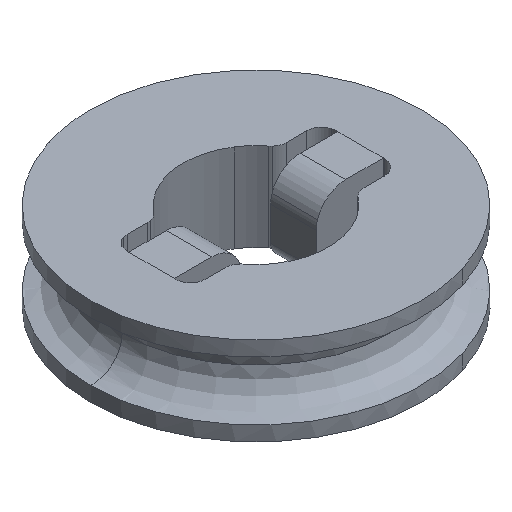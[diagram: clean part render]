
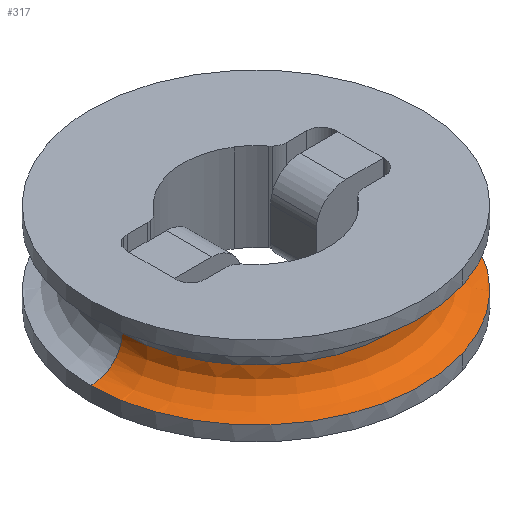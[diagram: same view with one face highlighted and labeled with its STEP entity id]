
A CAD part, isometric view. The second image highlights one B-rep face of the part: STEP entity #317.
In plain terms, the highlighted free-form (B-spline) face has degree [2, 2] with [5, 9] control points.
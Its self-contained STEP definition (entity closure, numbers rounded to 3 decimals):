
#189=CARTESIAN_POINT('',(9.1,0.,0.));
#190=VERTEX_POINT('',#189);
#191=CARTESIAN_POINT('',(-9.1,0.,0.));
#192=VERTEX_POINT('',#191);
#200=CARTESIAN_POINT('',(11.25,0.,-2.0));
#201=VERTEX_POINT('',#200);
#202=CARTESIAN_POINT('',(11.105,0.,0.));
#203=DIRECTION('',(0.,1.,0.));
#204=DIRECTION('',(0.072,0.,-0.997));
#205=AXIS2_PLACEMENT_3D('',#202,#203,#204);
#206=CIRCLE('',#205,2.005);
#207=EDGE_CURVE('',#201,#190,#206,.T.);
#218=CARTESIAN_POINT('',(-11.25,0.,-2.0));
#219=VERTEX_POINT('',#218);
#227=CARTESIAN_POINT('',(-11.105,0.,0.));
#228=DIRECTION('',(0.0,-1.0,0.0));
#229=DIRECTION('',(1.0,0.0,0.0));
#230=AXIS2_PLACEMENT_3D('',#227,#228,#229);
#231=CIRCLE('',#230,2.005);
#232=EDGE_CURVE('',#219,#192,#231,.T.);
#237=CARTESIAN_POINT('',(13.11,0.,0.));
#238=CARTESIAN_POINT('',(13.11,0.,-2.005));
#239=CARTESIAN_POINT('',(11.105,0.,-2.005));
#240=CARTESIAN_POINT('',(9.1,0.,-2.005));
#241=CARTESIAN_POINT('',(9.1,0.,0.));
#242=CARTESIAN_POINT('',(13.11,-13.11,0.));
#243=CARTESIAN_POINT('',(13.11,-13.11,-2.005));
#244=CARTESIAN_POINT('',(11.105,-11.105,-2.005));
#245=CARTESIAN_POINT('',(9.1,-9.1,-2.005));
#246=CARTESIAN_POINT('',(9.1,-9.1,0.));
#247=CARTESIAN_POINT('',(0.,-13.11,0.));
#248=CARTESIAN_POINT('',(0.,-13.11,-2.005));
#249=CARTESIAN_POINT('',(0.,-11.105,-2.005));
#250=CARTESIAN_POINT('',(0.,-9.1,-2.005));
#251=CARTESIAN_POINT('',(0.,-9.1,0.));
#252=CARTESIAN_POINT('',(-13.11,-13.11,0.));
#253=CARTESIAN_POINT('',(-13.11,-13.11,-2.005));
#254=CARTESIAN_POINT('',(-11.105,-11.105,-2.005));
#255=CARTESIAN_POINT('',(-9.1,-9.1,-2.005));
#256=CARTESIAN_POINT('',(-9.1,-9.1,0.));
#257=CARTESIAN_POINT('',(-13.11,0.,0.));
#258=CARTESIAN_POINT('',(-13.11,0.,-2.005));
#259=CARTESIAN_POINT('',(-11.105,0.,-2.005));
#260=CARTESIAN_POINT('',(-9.1,0.,-2.005));
#261=CARTESIAN_POINT('',(-9.1,0.,0.));
#262=CARTESIAN_POINT('',(-13.11,13.11,0.));
#263=CARTESIAN_POINT('',(-13.11,13.11,-2.005));
#264=CARTESIAN_POINT('',(-11.105,11.105,-2.005));
#265=CARTESIAN_POINT('',(-9.1,9.1,-2.005));
#266=CARTESIAN_POINT('',(-9.1,9.1,0.));
#267=CARTESIAN_POINT('',(0.,13.11,0.));
#268=CARTESIAN_POINT('',(0.,13.11,-2.005));
#269=CARTESIAN_POINT('',(0.,11.105,-2.005));
#270=CARTESIAN_POINT('',(0.,9.1,-2.005));
#271=CARTESIAN_POINT('',(0.,9.1,0.));
#272=CARTESIAN_POINT('',(13.11,13.11,0.));
#273=CARTESIAN_POINT('',(13.11,13.11,-2.005));
#274=CARTESIAN_POINT('',(11.105,11.105,-2.005));
#275=CARTESIAN_POINT('',(9.1,9.1,-2.005));
#276=CARTESIAN_POINT('',(9.1,9.1,0.));
#277=CARTESIAN_POINT('',(13.11,0.,0.));
#278=CARTESIAN_POINT('',(13.11,0.,-2.005));
#279=CARTESIAN_POINT('',(11.105,0.,-2.005));
#280=CARTESIAN_POINT('',(9.1,0.,-2.005));
#281=CARTESIAN_POINT('',(9.1,0.,0.));
#289=(BOUNDED_SURFACE()B_SPLINE_SURFACE(2,2,((#237,#242,#247,#252,#257,#262,#267,#272,#277),(#238,#243,#248,#253,#258,#263,#268,#273,#278),(#239,#244,#249,#254,#259,#264,#269,#274,#279),(#240,#245,#250,#255,#260,#265,#270,#275,#280),(#241,#246,#251,#256,#261,#266,#271,#276,#281)),.UNSPECIFIED.,.F.,.T.,.U.)B_SPLINE_SURFACE_WITH_KNOTS((3,2,3),(3,2,2,2,3),(0.,1.571,3.142),(0.0,1.571,3.142,4.712,6.283),.UNSPECIFIED.)GEOMETRIC_REPRESENTATION_ITEM()RATIONAL_B_SPLINE_SURFACE(((1.0,0.707,1.0,0.707,1.0,0.707,1.0,0.707,1.0),(0.707,0.5,0.707,0.5,0.707,0.5,0.707,0.5,0.707),(1.0,0.707,1.0,0.707,1.0,0.707,1.0,0.707,1.0),(0.707,0.5,0.707,0.5,0.707,0.5,0.707,0.5,0.707),(1.0,0.707,1.0,0.707,1.0,0.707,1.0,0.707,1.0)))REPRESENTATION_ITEM('')SURFACE());
#290=CARTESIAN_POINT('',(0.,0.,0.));
#291=DIRECTION('',(0.0,0.0,1.0));
#292=DIRECTION('',(-1.0,0.0,0.0));
#293=AXIS2_PLACEMENT_3D('',#290,#291,#292);
#294=CIRCLE('',#293,9.1);
#295=EDGE_CURVE('',#192,#190,#294,.T.);
#296=ORIENTED_EDGE('',*,*,#295,.F.);
#297=ORIENTED_EDGE('',*,*,#232,.F.);
#298=CARTESIAN_POINT('',(3.305,-10.753,-2.));
#299=VERTEX_POINT('',#298);
#300=CARTESIAN_POINT('',(0.,0.,-2.0));
#301=DIRECTION('',(0.0,0.0,1.0));
#302=DIRECTION('',(-1.0,0.0,0.0));
#303=AXIS2_PLACEMENT_3D('',#300,#301,#302);
#304=CIRCLE('',#303,11.25);
#305=EDGE_CURVE('',#219,#299,#304,.T.);
#306=ORIENTED_EDGE('',*,*,#305,.T.);
#307=CARTESIAN_POINT('',(0.,0.,-2.0));
#308=DIRECTION('',(0.0,0.0,1.0));
#309=DIRECTION('',(-1.0,0.0,0.0));
#310=AXIS2_PLACEMENT_3D('',#307,#308,#309);
#311=CIRCLE('',#310,11.25);
#312=EDGE_CURVE('',#299,#201,#311,.T.);
#313=ORIENTED_EDGE('',*,*,#312,.T.);
#314=ORIENTED_EDGE('',*,*,#207,.T.);
#315=EDGE_LOOP('',(#296,#297,#306,#313,#314));
#316=FACE_OUTER_BOUND('',#315,.T.);
#317=ADVANCED_FACE('',(#316),#289,.T.);
